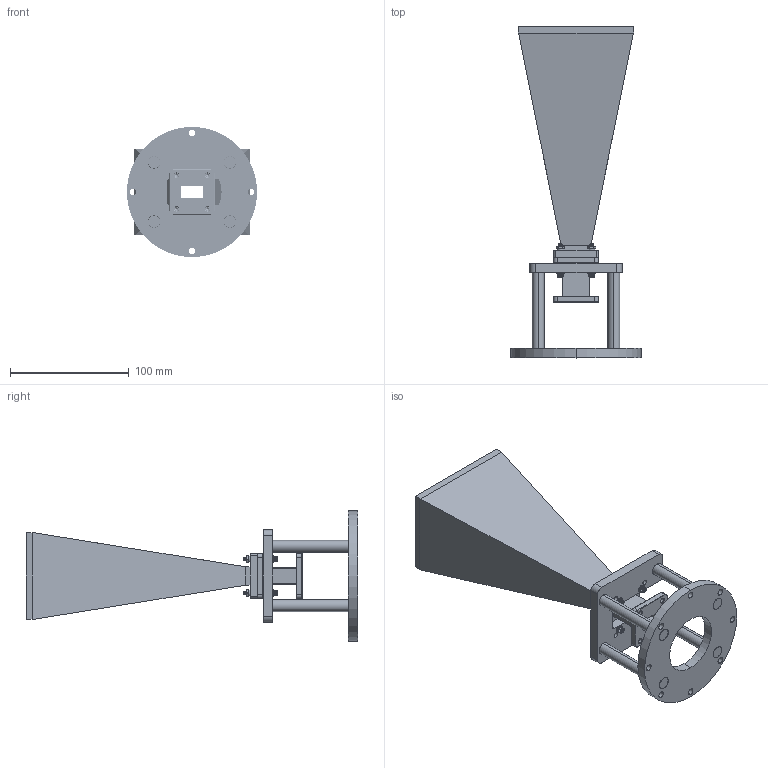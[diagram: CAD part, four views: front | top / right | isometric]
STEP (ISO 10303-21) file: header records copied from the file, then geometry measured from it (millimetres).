
FILE_DESCRIPTION (( 'STEP AP214' ), '1' );
FILE_NAME ('FM1WAN075-20_3D.step', '2024-03-07T00:18:15', ( '' ), ( '' ), 'SwSTEP 2.0', 'SolidWorks 2022', '' );
FILE_SCHEMA (( 'AUTOMOTIVE_DESIGN' ));
Length unit declared in the file: inch
Products named in the file (11): FMWAN075-112-MNT; Copy of PEFMWAN075-112-MNT_LWR PLT^FMWAN075-112-MNT; 4-40 Nut_1_94150A335; FMW75S001-1.5; No.4 Flat Washer_1_91166A230; Copy of FMWAN075-112-MNT_UPR PLT^FMWAN075-112-MNT; Copy of FMWAN075-112-MNT_STDF RND M4 FEM, 8OD X 64LG^FMWAN075-112-MNT; FM1WAN075-20_3D; FMWAN075-20; No.4 Lock Washer_1_COMPRESSED; Screw 4-40SH x 9_16_1
Assembly tree (25 placements, depth 3):
  FM1WAN075-20_3D
    Screw 4-40SH x 9_16_1  x4
    No.4 Flat Washer_1_91166A230  x4
    No.4 Lock Washer_1_COMPRESSED  x4
    FMWAN075-112-MNT
      Copy of FMWAN075-112-MNT_UPR PLT^FMWAN075-112-MNT
      Copy of PEFMWAN075-112-MNT_LWR PLT^FMWAN075-112-MNT
      Copy of FMWAN075-112-MNT_STDF RND M4 FEM, 8OD X 64LG^FMWAN075-112-MNT  x4
    FMWAN075-20
    FMW75S001-1.5
    4-40 Nut_1_94150A335  x4
Bounding box: 110 x 280 x 110 mm (x, y, z)
Volume: 262500.7 mm3; surface area: 138810.2 mm2
Topology: 24 solids, 24 shells, 2442 faces, 6890 edges, 4500 vertices
Faces by surface type: cylinder 814, plane 784, cone 476, torus 344, bspline 24
Entity records: 36029 total; most frequent: CARTESIAN_POINT 16674, ORIENTED_EDGE 4296, DIRECTION 3471, EDGE_CURVE 2148, VERTEX_POINT 1395, AXIS2_PLACEMENT_3D 1344, EDGE_LOOP 865, VECTOR 783
